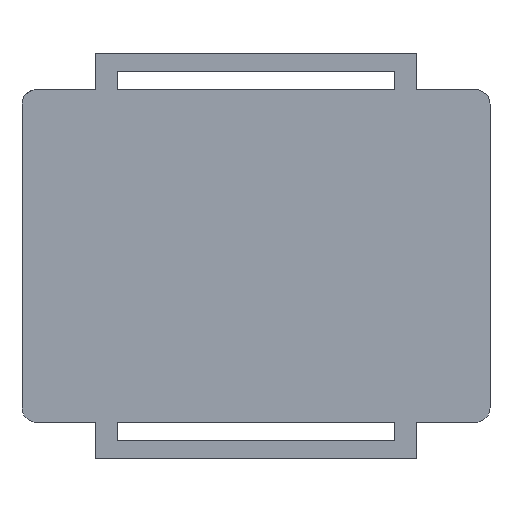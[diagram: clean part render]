
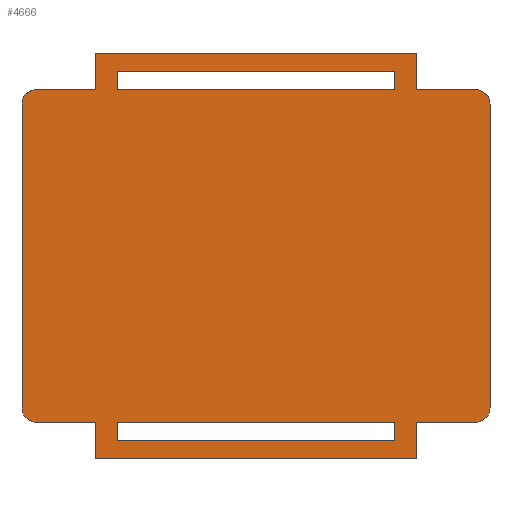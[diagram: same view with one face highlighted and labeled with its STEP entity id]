
A CAD part, front view. The second image highlights one B-rep face of the part: STEP entity #4666.
In plain terms, the highlighted planar face has unit normal (0, -1, 0).
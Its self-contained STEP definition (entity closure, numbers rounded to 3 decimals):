
#58=FACE_BOUND('',#714,.T.);
#59=FACE_BOUND('',#715,.T.);
#186=PLANE('',#5030);
#433=FACE_OUTER_BOUND('',#713,.T.);
#713=EDGE_LOOP('',(#3959,#3960,#3961,#3962,#3963,#3964,#3965,#3966,#3967,
#3968,#3969,#3970,#3971,#3972,#3973,#3974));
#714=EDGE_LOOP('',(#3975,#3976,#3977,#3978));
#715=EDGE_LOOP('',(#3979,#3980,#3981,#3982));
#840=LINE('',#6553,#1363);
#844=LINE('',#6561,#1367);
#855=LINE('',#6583,#1378);
#872=LINE('',#6626,#1395);
#905=LINE('',#6735,#1428);
#908=LINE('',#6741,#1431);
#910=LINE('',#6747,#1433);
#917=LINE('',#6764,#1440);
#920=LINE('',#6770,#1443);
#922=LINE('',#6775,#1445);
#924=LINE('',#6778,#1447);
#930=LINE('',#6795,#1453);
#931=LINE('',#6799,#1454);
#932=LINE('',#6803,#1455);
#934=LINE('',#6807,#1457);
#936=LINE('',#6818,#1459);
#937=LINE('',#6820,#1460);
#986=LINE('',#7028,#1509);
#988=LINE('',#7031,#1511);
#989=LINE('',#7032,#1512);
#1363=VECTOR('',#5230,10.);
#1367=VECTOR('',#5234,10.);
#1378=VECTOR('',#5247,10.);
#1395=VECTOR('',#5282,10.);
#1428=VECTOR('',#5377,10.);
#1431=VECTOR('',#5382,10.);
#1433=VECTOR('',#5388,10.);
#1440=VECTOR('',#5401,10.);
#1443=VECTOR('',#5406,10.);
#1445=VECTOR('',#5412,10.);
#1447=VECTOR('',#5416,10.);
#1453=VECTOR('',#5432,10.);
#1454=VECTOR('',#5437,10.);
#1455=VECTOR('',#5442,10.);
#1457=VECTOR('',#5446,10.);
#1459=VECTOR('',#5460,10.);
#1460=VECTOR('',#5463,10.);
#1509=VECTOR('',#5624,10.);
#1511=VECTOR('',#5626,10.);
#1512=VECTOR('',#5627,10.);
#1883=CIRCLE('',#4800,2.);
#1884=CIRCLE('',#4802,2.);
#1939=CIRCLE('',#4916,2.);
#1940=CIRCLE('',#4919,2.);
#2028=VERTEX_POINT('',#6550);
#2029=VERTEX_POINT('',#6552);
#2032=VERTEX_POINT('',#6558);
#2033=VERTEX_POINT('',#6560);
#2042=VERTEX_POINT('',#6580);
#2043=VERTEX_POINT('',#6582);
#2058=VERTEX_POINT('',#6617);
#2060=VERTEX_POINT('',#6624);
#2098=VERTEX_POINT('',#6732);
#2099=VERTEX_POINT('',#6734);
#2101=VERTEX_POINT('',#6740);
#2103=VERTEX_POINT('',#6746);
#2109=VERTEX_POINT('',#6761);
#2110=VERTEX_POINT('',#6763);
#2112=VERTEX_POINT('',#6769);
#2113=VERTEX_POINT('',#6774);
#2118=VERTEX_POINT('',#6792);
#2119=VERTEX_POINT('',#6794);
#2120=VERTEX_POINT('',#6798);
#2121=VERTEX_POINT('',#6802);
#2122=VERTEX_POINT('',#6806);
#2125=VERTEX_POINT('',#6816);
#2180=VERTEX_POINT('',#7024);
#2181=VERTEX_POINT('',#7029);
#2463=EDGE_CURVE('',#2029,#2028,#840,.T.);
#2467=EDGE_CURVE('',#2033,#2032,#844,.T.);
#2478=EDGE_CURVE('',#2043,#2042,#855,.T.);
#2495=EDGE_CURVE('',#2033,#2042,#1883,.T.);
#2497=EDGE_CURVE('',#2058,#2028,#1884,.T.);
#2501=EDGE_CURVE('',#2058,#2060,#872,.T.);
#2551=EDGE_CURVE('',#2099,#2098,#905,.T.);
#2554=EDGE_CURVE('',#2101,#2099,#908,.T.);
#2557=EDGE_CURVE('',#2103,#2101,#910,.T.);
#2565=EDGE_CURVE('',#2110,#2109,#917,.T.);
#2568=EDGE_CURVE('',#2112,#2110,#920,.T.);
#2571=EDGE_CURVE('',#2113,#2112,#922,.T.);
#2573=EDGE_CURVE('',#2109,#2113,#924,.T.);
#2581=EDGE_CURVE('',#2119,#2118,#930,.T.);
#2583=EDGE_CURVE('',#2119,#2120,#931,.T.);
#2585=EDGE_CURVE('',#2120,#2121,#932,.T.);
#2587=EDGE_CURVE('',#2032,#2122,#934,.T.);
#2593=EDGE_CURVE('',#2122,#2125,#936,.T.);
#2594=EDGE_CURVE('',#2029,#2125,#937,.T.);
#2677=EDGE_CURVE('',#2180,#2060,#1939,.T.);
#2678=EDGE_CURVE('',#2121,#2180,#986,.T.);
#2680=EDGE_CURVE('',#2181,#2118,#988,.T.);
#2681=EDGE_CURVE('',#2098,#2103,#989,.T.);
#2686=EDGE_CURVE('',#2043,#2181,#1940,.T.);
#3959=ORIENTED_EDGE('',*,*,#2680,.F.);
#3960=ORIENTED_EDGE('',*,*,#2686,.F.);
#3961=ORIENTED_EDGE('',*,*,#2478,.T.);
#3962=ORIENTED_EDGE('',*,*,#2495,.F.);
#3963=ORIENTED_EDGE('',*,*,#2467,.T.);
#3964=ORIENTED_EDGE('',*,*,#2587,.T.);
#3965=ORIENTED_EDGE('',*,*,#2593,.T.);
#3966=ORIENTED_EDGE('',*,*,#2594,.F.);
#3967=ORIENTED_EDGE('',*,*,#2463,.T.);
#3968=ORIENTED_EDGE('',*,*,#2497,.F.);
#3969=ORIENTED_EDGE('',*,*,#2501,.T.);
#3970=ORIENTED_EDGE('',*,*,#2677,.F.);
#3971=ORIENTED_EDGE('',*,*,#2678,.F.);
#3972=ORIENTED_EDGE('',*,*,#2585,.F.);
#3973=ORIENTED_EDGE('',*,*,#2583,.F.);
#3974=ORIENTED_EDGE('',*,*,#2581,.T.);
#3975=ORIENTED_EDGE('',*,*,#2557,.T.);
#3976=ORIENTED_EDGE('',*,*,#2554,.T.);
#3977=ORIENTED_EDGE('',*,*,#2551,.T.);
#3978=ORIENTED_EDGE('',*,*,#2681,.T.);
#3979=ORIENTED_EDGE('',*,*,#2568,.T.);
#3980=ORIENTED_EDGE('',*,*,#2565,.T.);
#3981=ORIENTED_EDGE('',*,*,#2573,.T.);
#3982=ORIENTED_EDGE('',*,*,#2571,.T.);
#4666=ADVANCED_FACE('',(#433,#58,#59),#186,.F.);
#4800=AXIS2_PLACEMENT_3D('',#6615,#5270,#5271);
#4802=AXIS2_PLACEMENT_3D('',#6619,#5275,#5276);
#4916=AXIS2_PLACEMENT_3D('',#7026,#5620,#5621);
#4919=AXIS2_PLACEMENT_3D('',#7042,#5634,#5635);
#5030=AXIS2_PLACEMENT_3D('',#7424,#6025,#6026);
#5230=DIRECTION('',(1.,0.,0.));
#5234=DIRECTION('',(1.,0.,0.));
#5247=DIRECTION('',(0.,0.,-1.));
#5270=DIRECTION('center_axis',(0.,1.,0.));
#5271=DIRECTION('ref_axis',(0.,0.,-1.));
#5275=DIRECTION('center_axis',(0.,1.,0.));
#5276=DIRECTION('ref_axis',(1.,0.,0.));
#5282=DIRECTION('',(0.,0.,1.));
#5377=DIRECTION('',(0.,0.,-1.));
#5382=DIRECTION('',(1.,0.,0.));
#5388=DIRECTION('',(0.,0.,1.));
#5401=DIRECTION('',(0.,0.,1.));
#5406=DIRECTION('',(-1.,0.,0.));
#5412=DIRECTION('',(0.,0.,-1.));
#5416=DIRECTION('',(1.,0.,0.));
#5432=DIRECTION('',(0.,0.,-1.));
#5437=DIRECTION('',(1.,0.,0.));
#5442=DIRECTION('',(0.,0.,-1.));
#5446=DIRECTION('',(0.,0.,-1.));
#5460=DIRECTION('',(1.,0.,0.));
#5463=DIRECTION('',(0.,0.,-1.));
#5620=DIRECTION('center_axis',(0.,1.,0.));
#5621=DIRECTION('ref_axis',(0.,0.,1.));
#5624=DIRECTION('',(1.,0.,0.));
#5626=DIRECTION('',(1.,0.,0.));
#5627=DIRECTION('',(-1.,0.,0.));
#5634=DIRECTION('center_axis',(0.,1.,0.));
#5635=DIRECTION('ref_axis',(-1.,0.,0.));
#6025=DIRECTION('center_axis',(0.,1.,0.));
#6026=DIRECTION('ref_axis',(1.,0.,0.));
#6550=CARTESIAN_POINT('',(62.,0.,0.));
#6552=CARTESIAN_POINT('',(54.,0.,0.));
#6553=CARTESIAN_POINT('',(2.,0.,0.));
#6558=CARTESIAN_POINT('',(10.,0.,0.));
#6560=CARTESIAN_POINT('',(2.,0.,0.));
#6561=CARTESIAN_POINT('',(2.,0.,0.));
#6580=CARTESIAN_POINT('',(0.,0.,2.));
#6582=CARTESIAN_POINT('',(0.,0.,43.5));
#6583=CARTESIAN_POINT('',(0.,0.,43.5));
#6615=CARTESIAN_POINT('Origin',(2.,0.,2.));
#6617=CARTESIAN_POINT('',(64.,0.,2.));
#6619=CARTESIAN_POINT('Origin',(62.,0.,2.));
#6624=CARTESIAN_POINT('',(64.,0.,43.5));
#6626=CARTESIAN_POINT('',(64.,0.,2.));
#6732=CARTESIAN_POINT('',(51.,0.,45.5));
#6734=CARTESIAN_POINT('',(51.,0.,48.));
#6735=CARTESIAN_POINT('',(51.,0.,35.375));
#6740=CARTESIAN_POINT('',(13.,0.,48.));
#6741=CARTESIAN_POINT('',(22.5,0.,48.));
#6746=CARTESIAN_POINT('',(13.,0.,45.5));
#6747=CARTESIAN_POINT('',(13.,0.,34.125));
#6761=CARTESIAN_POINT('',(13.,0.,0.));
#6763=CARTESIAN_POINT('',(13.,0.,-2.5));
#6764=CARTESIAN_POINT('',(13.,0.,10.125));
#6769=CARTESIAN_POINT('',(51.,0.,-2.5));
#6770=CARTESIAN_POINT('',(41.5,0.,-2.5));
#6774=CARTESIAN_POINT('',(51.,0.,0.));
#6775=CARTESIAN_POINT('',(51.,0.,11.375));
#6778=CARTESIAN_POINT('',(22.5,0.,0.));
#6792=CARTESIAN_POINT('',(10.,0.,45.5));
#6794=CARTESIAN_POINT('',(10.,0.,50.501));
#6795=CARTESIAN_POINT('',(10.,0.,36.625));
#6798=CARTESIAN_POINT('',(54.,0.,50.501));
#6799=CARTESIAN_POINT('',(0.,0.,50.501));
#6802=CARTESIAN_POINT('',(54.,0.,45.5));
#6803=CARTESIAN_POINT('',(54.,0.,50.501));
#6806=CARTESIAN_POINT('',(10.,0.,-5.001));
#6807=CARTESIAN_POINT('',(10.,0.,11.375));
#6816=CARTESIAN_POINT('',(54.,0.,-5.001));
#6818=CARTESIAN_POINT('',(0.,0.,-5.001));
#6820=CARTESIAN_POINT('',(54.,0.,-5.001));
#7024=CARTESIAN_POINT('',(62.,0.,45.5));
#7026=CARTESIAN_POINT('Origin',(62.,0.,43.5));
#7028=CARTESIAN_POINT('',(2.,0.,45.5));
#7029=CARTESIAN_POINT('',(2.,0.,45.5));
#7031=CARTESIAN_POINT('',(2.,0.,45.5));
#7032=CARTESIAN_POINT('',(41.5,0.,45.5));
#7042=CARTESIAN_POINT('Origin',(2.,0.,43.5));
#7424=CARTESIAN_POINT('Origin',(32.,0.,22.75));
